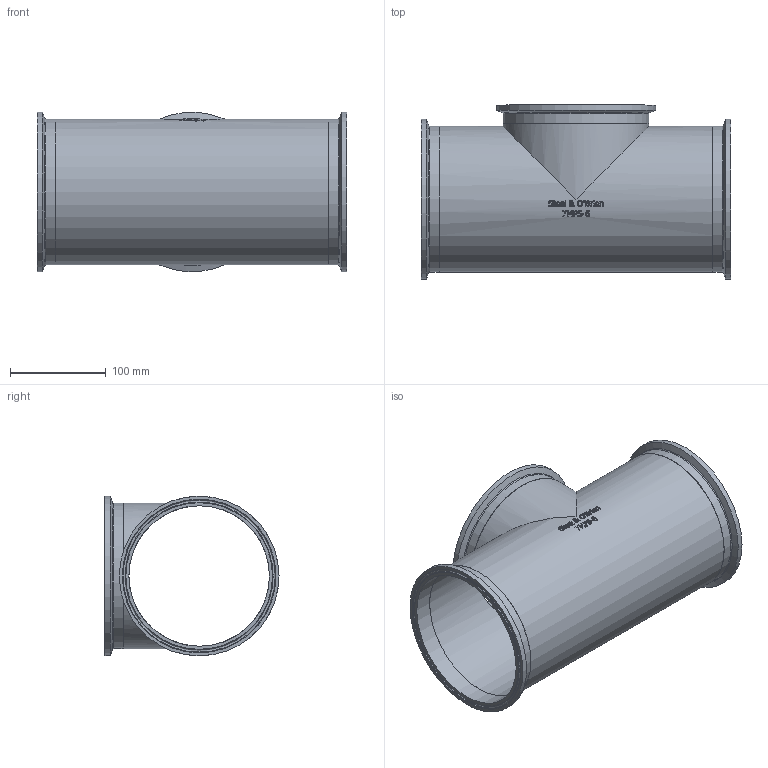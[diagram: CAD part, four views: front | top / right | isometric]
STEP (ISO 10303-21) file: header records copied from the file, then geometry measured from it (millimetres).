
FILE_DESCRIPTION(/* description */ (''),/* implementation_level */ '2;1');
FILE_NAME(/* name */ '7MPS-6.stp',/* time_stamp */ '2019-02-01T15:21:09-05:00',/* author */ ('rick'),/* organization */ (''),/* preprocessor_version */ 'ST-DEVELOPER v15.2',/* originating_system */ 'Autodesk Inventor 2014',/* authorisation */ '');
FILE_SCHEMA (('AUTOMOTIVE_DESIGN { 1 0 10303 214 3 1 1 }'));
Length unit declared in the file: inch
Products named in the file (1): 7MPS-6
Bounding box: 323.85 x 181.86 x 166.88 mm (x, y, z)
Volume: 495628.5 mm3; surface area: 333466.3 mm2
Topology: 1 solids, 1 shells, 362 faces, 942 edges, 620 vertices
Faces by surface type: bspline 162, plane 130, cylinder 43, torus 18, cone 9
Full cylindrical faces by diameter (mm): 146.863 x5, 152.4 x5, 166.878 x3
Entity records: 13862 total; most frequent: CARTESIAN_POINT 6010, ORIENTED_EDGE 1790, DIRECTION 1150, EDGE_CURVE 895, VERTEX_POINT 615, EDGE_LOOP 446, LINE 394, VECTOR 394
